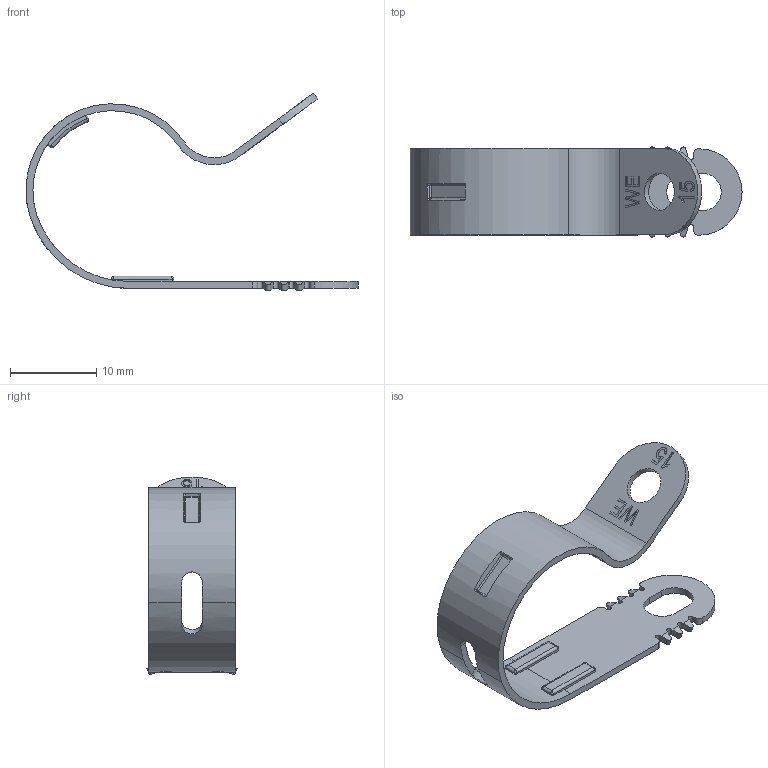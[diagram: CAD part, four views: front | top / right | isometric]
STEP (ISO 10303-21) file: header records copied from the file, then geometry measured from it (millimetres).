
FILE_DESCRIPTION( ( 'Unknown' ), '1' );
FILE_NAME( '7425115.stp', 'Unknown', ( 'Unknown' ), ( 'Unknown' ), 'PSStep 20.0.26', 'Unknown', ' ' );
FILE_SCHEMA( ( 'AUTOMOTIVE_DESIGN { 1 0 10303 214 1 1 1 1 }' ) );
Length unit declared in the file: millimetre
Products named in the file (1): 1
Bounding box: 38.4 x 10.41 x 22.89 mm (x, y, z)
Volume: 635.7 mm3; surface area: 1822.3 mm2
Topology: 1 solids, 1 shells, 222 faces, 596 edges, 364 vertices
Faces by surface type: plane 100, cylinder 64, bspline 42, extrusion 10, sphere 4, torus 2
Full cylindrical faces by diameter (mm): 4.3 x1
Entity records: 15528 total; most frequent: CARTESIAN_POINT 8575, ORIENTED_EDGE 1158, DIRECTION 951, EDGE_CURVE 579, VERTEX_POINT 364, VECTOR 321, AXIS2_PLACEMENT_3D 315, LINE 311
